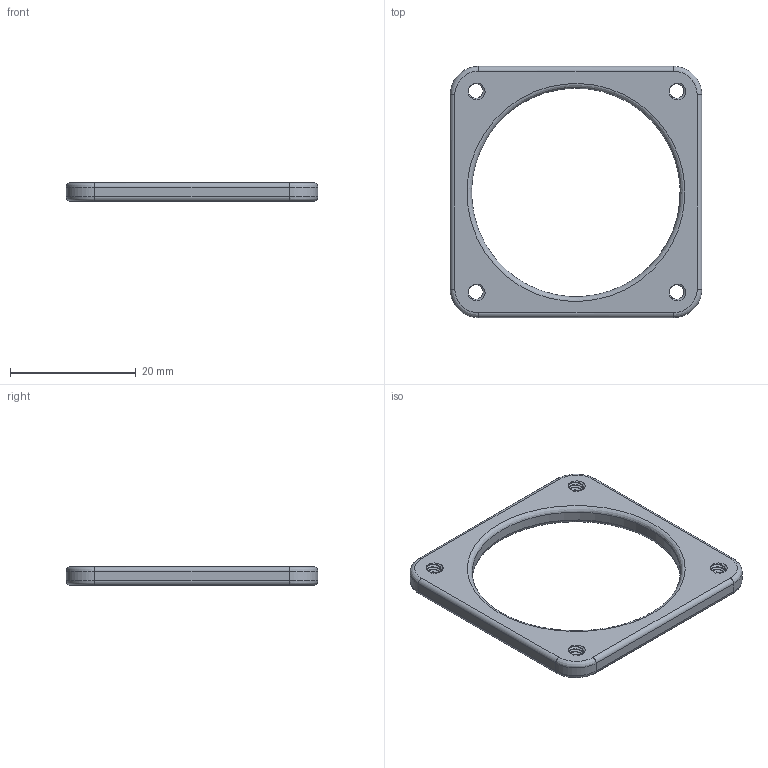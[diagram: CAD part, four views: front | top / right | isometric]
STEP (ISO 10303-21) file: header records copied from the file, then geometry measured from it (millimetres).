
FILE_DESCRIPTION(/* description */ (''),/* implementation_level */ '2;1');
FILE_NAME(/* name */ 'Backing Plate fan mount',/* time_stamp */ '2020-06-15T02:23:23-07:00',/* author */ (''),/* organization */ (''),/* preprocessor_version */ 'ST-DEVELOPER v16.5',/* originating_system */ '',/* authorisation */ '');
FILE_SCHEMA (('CONFIG_CONTROL_DESIGN'));
Length unit declared in the file: millimetre
Products named in the file (1): Document
Bounding box: 40.08 x 40.03 x 3.02 mm (x, y, z)
Volume: 2042.3 mm3; surface area: 2181.3 mm2
Topology: 1 solids, 1 shells, 93 faces, 255 edges, 164 vertices
Faces by surface type: bspline 91, plane 2
Entity records: 13534 total; most frequent: CARTESIAN_POINT 12128, ORIENTED_EDGE 510, EDGE_CURVE 255, VERTEX_POINT 164, EDGE_LOOP 103, ADVANCED_FACE 93, FACE_OUTER_BOUND 93, B_SPLINE_CURVE_WITH_KNOTS 80
